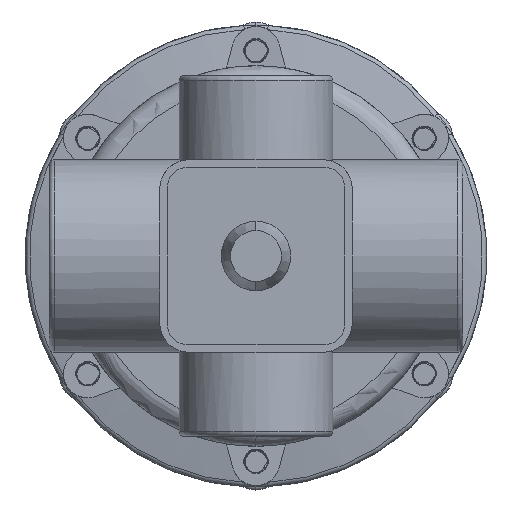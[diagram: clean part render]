
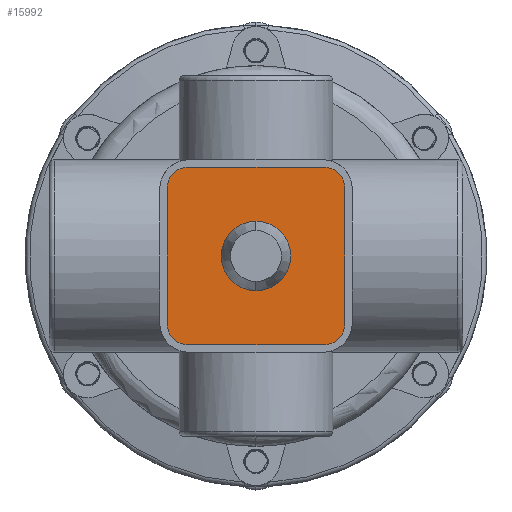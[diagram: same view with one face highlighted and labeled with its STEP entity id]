
A CAD part, front view. The second image highlights one B-rep face of the part: STEP entity #15992.
In plain terms, the highlighted planar face has unit normal (0, -1, 0).
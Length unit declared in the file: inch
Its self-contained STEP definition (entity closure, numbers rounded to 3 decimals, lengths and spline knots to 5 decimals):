
#951 = VERTEX_POINT ( 'NONE', #8356 ) ;
#1102 = VERTEX_POINT ( 'NONE', #48093 ) ;
#2103 = CARTESIAN_POINT ( 'NONE',  ( -1.64737, -3.83484, 0.01922 ) ) ;
#3616 = ORIENTED_EDGE ( 'NONE', *, *, #58654, .T. ) ;
#4742 = DIRECTION ( 'NONE',  ( 0., 0., -1. ) ) ;
#7086 = AXIS2_PLACEMENT_3D ( 'NONE', #62415, #33497, #4742 ) ;
#7817 = CARTESIAN_POINT ( 'NONE',  ( -1.78787, -3.83484, 1.03472 ) ) ;
#8356 = CARTESIAN_POINT ( 'NONE',  ( -0.63187, -3.83484, 0.15972 ) ) ;
#8532 = ORIENTED_EDGE ( 'NONE', *, *, #9309, .T. ) ;
#9309 = EDGE_CURVE ( 'NONE', #56691, #54765, #51537, .T. ) ;
#9391 = ORIENTED_EDGE ( 'NONE', *, *, #56180, .T. ) ;
#10101 = AXIS2_PLACEMENT_3D ( 'NONE', #15239, #48906, #20074 ) ;
#10124 = VERTEX_POINT ( 'NONE', #36746 ) ;
#10233 = VERTEX_POINT ( 'NONE', #18475 ) ;
#10761 = VECTOR ( 'NONE', #36559, 39.37008 ) ;
#11013 = CARTESIAN_POINT ( 'NONE',  ( -1.20987, -3.83484, 0.37222 ) ) ;
#11138 = CARTESIAN_POINT ( 'NONE',  ( -1.20987, -3.83484, 0.59722 ) ) ;
#11192 = CARTESIAN_POINT ( 'NONE',  ( -0.77237, -3.83484, 1.17522 ) ) ;
#11664 = VERTEX_POINT ( 'NONE', #11013 ) ;
#13019 = DIRECTION ( 'NONE',  ( 0., -1., 0. ) ) ;
#14160 = EDGE_CURVE ( 'NONE', #54765, #1102, #52713, .T. ) ;
#14232 = ORIENTED_EDGE ( 'NONE', *, *, #36315, .T. ) ;
#14905 = EDGE_CURVE ( 'NONE', #10124, #951, #39754, .T. ) ;
#15239 = CARTESIAN_POINT ( 'NONE',  ( -1.64737, -3.83484, 0.15972 ) ) ;
#15650 = VERTEX_POINT ( 'NONE', #2103 ) ;
#15763 = ORIENTED_EDGE ( 'NONE', *, *, #14160, .T. ) ;
#15958 = DIRECTION ( 'NONE',  ( 0., 0., -1. ) ) ;
#15992 = ADVANCED_FACE ( 'NONE', ( #37957, #40965 ), #17753, .T. ) ;
#16125 = CIRCLE ( 'NONE', #28851, 0.225 ) ;
#16144 = AXIS2_PLACEMENT_3D ( 'NONE', #41797, #13019, #46672 ) ;
#16244 = EDGE_CURVE ( 'NONE', #11664, #10233, #16125, .T. ) ;
#17076 = AXIS2_PLACEMENT_3D ( 'NONE', #55166, #26227, #59984 ) ;
#17717 = CARTESIAN_POINT ( 'NONE',  ( -0.63187, -3.83484, 0.15972 ) ) ;
#17753 = PLANE ( 'NONE',  #30057 ) ;
#18475 = CARTESIAN_POINT ( 'NONE',  ( -1.20987, -3.83484, 0.82222 ) ) ;
#19302 = ORIENTED_EDGE ( 'NONE', *, *, #14905, .T. ) ;
#19615 = DIRECTION ( 'NONE',  ( 1., 0., 0. ) ) ;
#20074 = DIRECTION ( 'NONE',  ( 0., 0., -1. ) ) ;
#20751 = CARTESIAN_POINT ( 'NONE',  ( -0.63187, -3.83484, 1.03472 ) ) ;
#21783 = LINE ( 'NONE', #17717, #45872 ) ;
#22616 = CARTESIAN_POINT ( 'NONE',  ( -1.64737, -3.83484, 1.03472 ) ) ;
#23542 = LINE ( 'NONE', #7817, #10761 ) ;
#23803 = CIRCLE ( 'NONE', #42123, 0.225 ) ;
#24713 = CARTESIAN_POINT ( 'NONE',  ( -1.20987, -3.83484, 0.59722 ) ) ;
#25444 = EDGE_CURVE ( 'NONE', #1102, #48982, #23542, .T. ) ;
#25735 = EDGE_LOOP ( 'NONE', ( #15763, #57972, #3616, #14232, #19302, #9391, #59573, #8532 ) ) ;
#26227 = DIRECTION ( 'NONE',  ( 0., -1., 0. ) ) ;
#27411 = DIRECTION ( 'NONE',  ( 0., -1., 0. ) ) ;
#28851 = AXIS2_PLACEMENT_3D ( 'NONE', #24713, #58454, #29515 ) ;
#29515 = DIRECTION ( 'NONE',  ( 0., 0., -1. ) ) ;
#30057 = AXIS2_PLACEMENT_3D ( 'NONE', #22616, #27411, #61176 ) ;
#30083 = EDGE_CURVE ( 'NONE', #31284, #56691, #47956, .T. ) ;
#31130 = CARTESIAN_POINT ( 'NONE',  ( -0.77237, -3.83484, 1.17522 ) ) ;
#31284 = VERTEX_POINT ( 'NONE', #20751 ) ;
#32782 = ORIENTED_EDGE ( 'NONE', *, *, #16244, .F. ) ;
#33497 = DIRECTION ( 'NONE',  ( 0., -1., 0. ) ) ;
#35947 = VECTOR ( 'NONE', #19615, 39.37008 ) ;
#36315 = EDGE_CURVE ( 'NONE', #15650, #10124, #47274, .T. ) ;
#36559 = DIRECTION ( 'NONE',  ( 0., 0., -1. ) ) ;
#36746 = CARTESIAN_POINT ( 'NONE',  ( -0.77237, -3.83484, 0.01922 ) ) ;
#37957 = FACE_BOUND ( 'NONE', #58555, .T. ) ;
#39754 = CIRCLE ( 'NONE', #7086, 0.1405 ) ;
#40161 = VECTOR ( 'NONE', #49702, 39.37008 ) ;
#40965 = FACE_OUTER_BOUND ( 'NONE', #25735, .T. ) ;
#41797 = CARTESIAN_POINT ( 'NONE',  ( -0.77237, -3.83484, 1.03472 ) ) ;
#42123 = AXIS2_PLACEMENT_3D ( 'NONE', #11138, #44785, #15958 ) ;
#44785 = DIRECTION ( 'NONE',  ( 0., -1., 0. ) ) ;
#45872 = VECTOR ( 'NONE', #56526, 39.37008 ) ;
#46672 = DIRECTION ( 'NONE',  ( 0., 0., -1. ) ) ;
#47274 = LINE ( 'NONE', #48463, #35947 ) ;
#47956 = CIRCLE ( 'NONE', #16144, 0.1405 ) ;
#48093 = CARTESIAN_POINT ( 'NONE',  ( -1.78787, -3.83484, 1.03472 ) ) ;
#48463 = CARTESIAN_POINT ( 'NONE',  ( -1.64737, -3.83484, 0.01922 ) ) ;
#48597 = EDGE_CURVE ( 'NONE', #10233, #11664, #23803, .T. ) ;
#48675 = CIRCLE ( 'NONE', #10101, 0.1405 ) ;
#48906 = DIRECTION ( 'NONE',  ( 0., -1., 0. ) ) ;
#48982 = VERTEX_POINT ( 'NONE', #52180 ) ;
#49702 = DIRECTION ( 'NONE',  ( -1., 0., 0. ) ) ;
#51537 = LINE ( 'NONE', #11192, #40161 ) ;
#52180 = CARTESIAN_POINT ( 'NONE',  ( -1.78787, -3.83484, 0.15972 ) ) ;
#52713 = CIRCLE ( 'NONE', #17076, 0.1405 ) ;
#54765 = VERTEX_POINT ( 'NONE', #58538 ) ;
#55166 = CARTESIAN_POINT ( 'NONE',  ( -1.64737, -3.83484, 1.03472 ) ) ;
#56180 = EDGE_CURVE ( 'NONE', #951, #31284, #21783, .T. ) ;
#56526 = DIRECTION ( 'NONE',  ( 0., 0., 1. ) ) ;
#56691 = VERTEX_POINT ( 'NONE', #31130 ) ;
#57972 = ORIENTED_EDGE ( 'NONE', *, *, #25444, .T. ) ;
#58454 = DIRECTION ( 'NONE',  ( 0., -1., 0. ) ) ;
#58538 = CARTESIAN_POINT ( 'NONE',  ( -1.64737, -3.83484, 1.17522 ) ) ;
#58555 = EDGE_LOOP ( 'NONE', ( #61319, #32782 ) ) ;
#58654 = EDGE_CURVE ( 'NONE', #48982, #15650, #48675, .T. ) ;
#59573 = ORIENTED_EDGE ( 'NONE', *, *, #30083, .T. ) ;
#59984 = DIRECTION ( 'NONE',  ( 0., 0., -1. ) ) ;
#61176 = DIRECTION ( 'NONE',  ( 0., 0., -1. ) ) ;
#61319 = ORIENTED_EDGE ( 'NONE', *, *, #48597, .F. ) ;
#62415 = CARTESIAN_POINT ( 'NONE',  ( -0.77237, -3.83484, 0.15972 ) ) ;
